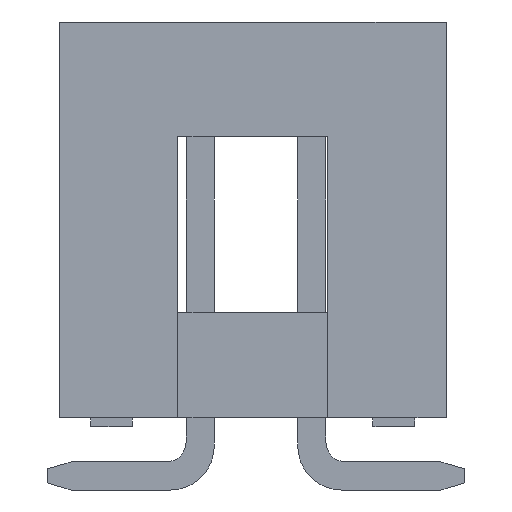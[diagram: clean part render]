
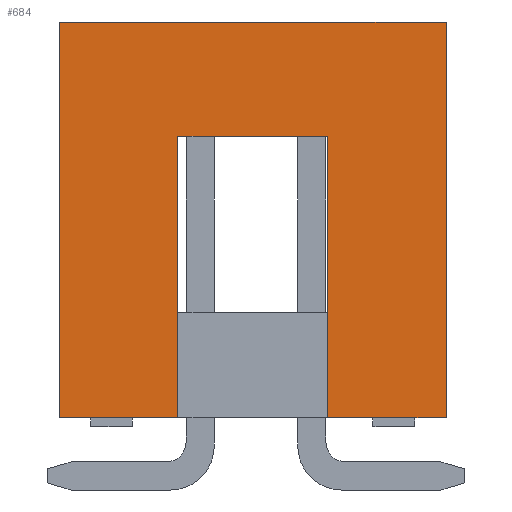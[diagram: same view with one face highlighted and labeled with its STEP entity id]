
A CAD part, left-side view. The second image highlights one B-rep face of the part: STEP entity #684.
In plain terms, the highlighted planar face has unit normal (-1, 0, 0).
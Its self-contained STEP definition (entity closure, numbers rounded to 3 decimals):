
#684=ADVANCED_FACE('',(#1388),#1389,.F.);
#1388=FACE_OUTER_BOUND('',#2085,.T.);
#1389=PLANE('',#2086);
#2085=EDGE_LOOP('',(#4143,#4144,#4145,#4146,#4147,#4148,#4149,#4150));
#2086=AXIS2_PLACEMENT_3D('',#4151,#4152,#4153);
#4143=ORIENTED_EDGE('',*,*,#4943,.T.);
#4144=ORIENTED_EDGE('',*,*,#4328,.F.);
#4145=ORIENTED_EDGE('',*,*,#4985,.F.);
#4146=ORIENTED_EDGE('',*,*,#4982,.F.);
#4147=ORIENTED_EDGE('',*,*,#4988,.T.);
#4148=ORIENTED_EDGE('',*,*,#4332,.F.);
#4149=ORIENTED_EDGE('',*,*,#4954,.T.);
#4150=ORIENTED_EDGE('',*,*,#4950,.T.);
#4151=CARTESIAN_POINT('',(-10.16,0.0,4.5));
#4152=DIRECTION('',(1.0,0.0,0.0));
#4153=DIRECTION('',(0.0,0.0,-1.0));
#4328=EDGE_CURVE('',#5230,#5232,#5233,.T.);
#4332=EDGE_CURVE('',#5238,#5240,#5241,.T.);
#4943=EDGE_CURVE('',#6141,#5232,#6142,.T.);
#4950=EDGE_CURVE('',#6150,#6141,#6151,.T.);
#4954=EDGE_CURVE('',#5238,#6150,#6156,.T.);
#4982=EDGE_CURVE('',#6193,#6195,#6196,.T.);
#4985=EDGE_CURVE('',#6195,#5230,#6199,.T.);
#4988=EDGE_CURVE('',#6193,#5240,#6202,.T.);
#5230=VERTEX_POINT('',#6552);
#5232=VERTEX_POINT('',#6555);
#5233=LINE('',#6556,#6557);
#5238=VERTEX_POINT('',#6564);
#5240=VERTEX_POINT('',#6567);
#5241=LINE('',#6568,#6569);
#6141=VERTEX_POINT('',#7877);
#6142=LINE('',#7878,#7879);
#6150=VERTEX_POINT('',#7891);
#6151=LINE('',#7892,#7893);
#6156=LINE('',#7900,#7901);
#6193=VERTEX_POINT('',#7956);
#6195=VERTEX_POINT('',#7959);
#6196=LINE('',#7960,#7961);
#6199=LINE('',#7965,#7966);
#6202=LINE('',#7970,#7971);
#6552=CARTESIAN_POINT('',(-10.16,-4.4,0.0));
#6555=CARTESIAN_POINT('',(-10.16,-1.7,0.0));
#6556=CARTESIAN_POINT('',(-10.16,0.0,0.0));
#6557=VECTOR('',#8109,1.0);
#6564=CARTESIAN_POINT('',(-10.16,1.7,0.0));
#6567=CARTESIAN_POINT('',(-10.16,4.4,0.0));
#6568=CARTESIAN_POINT('',(-10.16,0.0,0.0));
#6569=VECTOR('',#8113,1.0);
#7877=CARTESIAN_POINT('',(-10.16,-1.7,6.4));
#7878=CARTESIAN_POINT('',(-10.16,-1.7,3.825));
#7879=VECTOR('',#8618,1.0);
#7891=CARTESIAN_POINT('',(-10.16,1.7,6.4));
#7892=CARTESIAN_POINT('',(-10.16,0.0,6.4));
#7893=VECTOR('',#8623,1.0);
#7900=CARTESIAN_POINT('',(-10.16,1.7,3.825));
#7901=VECTOR('',#8626,1.0);
#7956=CARTESIAN_POINT('',(-10.16,4.4,9.0));
#7959=CARTESIAN_POINT('',(-10.16,-4.4,9.0));
#7960=CARTESIAN_POINT('',(-10.16,0.0,9.0));
#7961=VECTOR('',#8646,1.0);
#7965=CARTESIAN_POINT('',(-10.16,-4.4,4.5));
#7966=VECTOR('',#8648,1.0);
#7970=CARTESIAN_POINT('',(-10.16,4.4,4.5));
#7971=VECTOR('',#8650,1.0);
#8109=DIRECTION('',(0.0,1.0,0.0));
#8113=DIRECTION('',(0.0,1.0,0.0));
#8618=DIRECTION('',(0.0,0.0,-1.0));
#8623=DIRECTION('',(0.0,-1.0,0.0));
#8626=DIRECTION('',(-0.0,0.0,1.0));
#8646=DIRECTION('',(0.0,-1.0,0.0));
#8648=DIRECTION('',(0.0,0.0,-1.0));
#8650=DIRECTION('',(0.0,0.0,-1.0));
